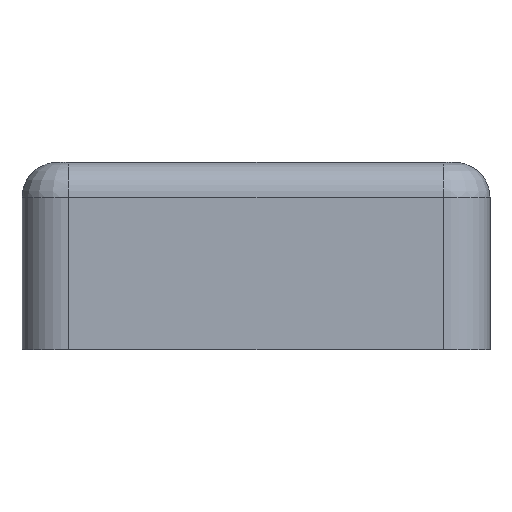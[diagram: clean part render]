
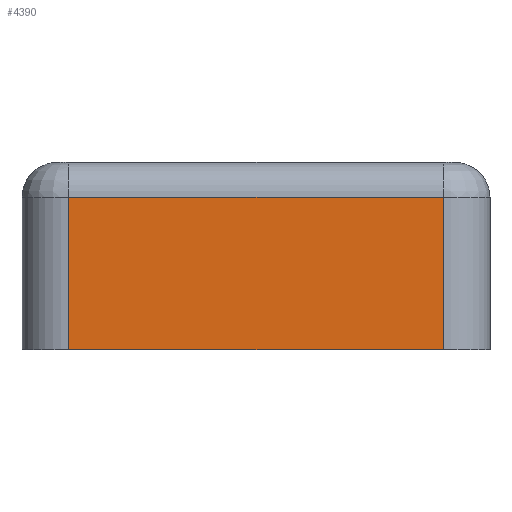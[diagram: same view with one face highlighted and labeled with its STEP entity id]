
A CAD part, left-side view. The second image highlights one B-rep face of the part: STEP entity #4390.
In plain terms, the highlighted planar face has unit normal (-1, 0, 0).
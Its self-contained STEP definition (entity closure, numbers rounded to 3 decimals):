
#265 = PLANE('',#266);
#266 = AXIS2_PLACEMENT_3D('',#267,#268,#269);
#267 = CARTESIAN_POINT('',(40.,-20.,0.));
#268 = DIRECTION('',(0.,0.,-1.));
#269 = DIRECTION('',(0.,-1.,0.));
#1273 = CYLINDRICAL_SURFACE('',#1274,3.);
#1274 = AXIS2_PLACEMENT_3D('',#1275,#1276,#1277);
#1275 = CARTESIAN_POINT('',(-37.,-20.,13.));
#1276 = DIRECTION('',(0.,1.,0.));
#1277 = DIRECTION('',(0.,0.,-1.));
#1434 = EDGE_CURVE('',#1435,#1437,#1439,.T.);
#1435 = VERTEX_POINT('',#1436);
#1436 = CARTESIAN_POINT('',(-40.,16.,0.));
#1437 = VERTEX_POINT('',#1438);
#1438 = CARTESIAN_POINT('',(-40.,-16.,0.));
#1439 = SURFACE_CURVE('',#1440,(#1444,#1451),.PCURVE_S1.);
#1440 = LINE('',#1441,#1442);
#1441 = CARTESIAN_POINT('',(-40.,-20.,0.));
#1442 = VECTOR('',#1443,1.);
#1443 = DIRECTION('',(-0.,-1.,-0.));
#1444 = PCURVE('',#265,#1445);
#1445 = DEFINITIONAL_REPRESENTATION('',(#1446),#1450);
#1446 = LINE('',#1447,#1448);
#1447 = CARTESIAN_POINT('',(0.,80.));
#1448 = VECTOR('',#1449,1.);
#1449 = DIRECTION('',(1.,0.));
#1450 = ( GEOMETRIC_REPRESENTATION_CONTEXT(2) 
PARAMETRIC_REPRESENTATION_CONTEXT() REPRESENTATION_CONTEXT('2D SPACE',''
  ) );
#1451 = PCURVE('',#1452,#1457);
#1452 = PLANE('',#1453);
#1453 = AXIS2_PLACEMENT_3D('',#1454,#1455,#1456);
#1454 = CARTESIAN_POINT('',(-40.,-20.,16.));
#1455 = DIRECTION('',(1.,0.,0.));
#1456 = DIRECTION('',(-0.,1.,0.));
#1457 = DEFINITIONAL_REPRESENTATION('',(#1458),#1462);
#1458 = LINE('',#1459,#1460);
#1459 = CARTESIAN_POINT('',(0.,-16.));
#1460 = VECTOR('',#1461,1.);
#1461 = DIRECTION('',(-1.,0.));
#1462 = ( GEOMETRIC_REPRESENTATION_CONTEXT(2) 
PARAMETRIC_REPRESENTATION_CONTEXT() REPRESENTATION_CONTEXT('2D SPACE',''
  ) );
#1481 = CYLINDRICAL_SURFACE('',#1482,4.);
#1482 = AXIS2_PLACEMENT_3D('',#1483,#1484,#1485);
#1483 = CARTESIAN_POINT('',(-36.,16.,16.));
#1484 = DIRECTION('',(0.,0.,1.));
#1485 = DIRECTION('',(-1.,0.,0.));
#1650 = CYLINDRICAL_SURFACE('',#1651,4.);
#1651 = AXIS2_PLACEMENT_3D('',#1652,#1653,#1654);
#1652 = CARTESIAN_POINT('',(-36.,-16.,16.));
#1653 = DIRECTION('',(0.,0.,1.));
#1654 = DIRECTION('',(-1.,0.,0.));
#4390 = ADVANCED_FACE('',(#4391),#1452,.F.);
#4391 = FACE_BOUND('',#4392,.T.);
#4392 = EDGE_LOOP('',(#4393,#4416,#4439,#4460));
#4393 = ORIENTED_EDGE('',*,*,#4394,.T.);
#4394 = EDGE_CURVE('',#1437,#4395,#4397,.T.);
#4395 = VERTEX_POINT('',#4396);
#4396 = CARTESIAN_POINT('',(-40.,-16.,13.));
#4397 = SURFACE_CURVE('',#4398,(#4402,#4409),.PCURVE_S1.);
#4398 = LINE('',#4399,#4400);
#4399 = CARTESIAN_POINT('',(-40.,-16.,16.));
#4400 = VECTOR('',#4401,1.);
#4401 = DIRECTION('',(-0.,-0.,1.));
#4402 = PCURVE('',#1452,#4403);
#4403 = DEFINITIONAL_REPRESENTATION('',(#4404),#4408);
#4404 = LINE('',#4405,#4406);
#4405 = CARTESIAN_POINT('',(4.,0.));
#4406 = VECTOR('',#4407,1.);
#4407 = DIRECTION('',(0.,1.));
#4408 = ( GEOMETRIC_REPRESENTATION_CONTEXT(2) 
PARAMETRIC_REPRESENTATION_CONTEXT() REPRESENTATION_CONTEXT('2D SPACE',''
  ) );
#4409 = PCURVE('',#1650,#4410);
#4410 = DEFINITIONAL_REPRESENTATION('',(#4411),#4415);
#4411 = LINE('',#4412,#4413);
#4412 = CARTESIAN_POINT('',(0.,0.));
#4413 = VECTOR('',#4414,1.);
#4414 = DIRECTION('',(0.,1.));
#4415 = ( GEOMETRIC_REPRESENTATION_CONTEXT(2) 
PARAMETRIC_REPRESENTATION_CONTEXT() REPRESENTATION_CONTEXT('2D SPACE',''
  ) );
#4416 = ORIENTED_EDGE('',*,*,#4417,.T.);
#4417 = EDGE_CURVE('',#4395,#4418,#4420,.T.);
#4418 = VERTEX_POINT('',#4419);
#4419 = CARTESIAN_POINT('',(-40.,16.,13.));
#4420 = SURFACE_CURVE('',#4421,(#4425,#4432),.PCURVE_S1.);
#4421 = LINE('',#4422,#4423);
#4422 = CARTESIAN_POINT('',(-40.,-20.,13.));
#4423 = VECTOR('',#4424,1.);
#4424 = DIRECTION('',(-0.,1.,-0.));
#4425 = PCURVE('',#1452,#4426);
#4426 = DEFINITIONAL_REPRESENTATION('',(#4427),#4431);
#4427 = LINE('',#4428,#4429);
#4428 = CARTESIAN_POINT('',(0.,-3.));
#4429 = VECTOR('',#4430,1.);
#4430 = DIRECTION('',(1.,-0.));
#4431 = ( GEOMETRIC_REPRESENTATION_CONTEXT(2) 
PARAMETRIC_REPRESENTATION_CONTEXT() REPRESENTATION_CONTEXT('2D SPACE',''
  ) );
#4432 = PCURVE('',#1273,#4433);
#4433 = DEFINITIONAL_REPRESENTATION('',(#4434),#4438);
#4434 = LINE('',#4435,#4436);
#4435 = CARTESIAN_POINT('',(1.571,0.));
#4436 = VECTOR('',#4437,1.);
#4437 = DIRECTION('',(0.,1.));
#4438 = ( GEOMETRIC_REPRESENTATION_CONTEXT(2) 
PARAMETRIC_REPRESENTATION_CONTEXT() REPRESENTATION_CONTEXT('2D SPACE',''
  ) );
#4439 = ORIENTED_EDGE('',*,*,#4440,.T.);
#4440 = EDGE_CURVE('',#4418,#1435,#4441,.T.);
#4441 = SURFACE_CURVE('',#4442,(#4446,#4453),.PCURVE_S1.);
#4442 = LINE('',#4443,#4444);
#4443 = CARTESIAN_POINT('',(-40.,16.,16.));
#4444 = VECTOR('',#4445,1.);
#4445 = DIRECTION('',(0.,0.,-1.));
#4446 = PCURVE('',#1452,#4447);
#4447 = DEFINITIONAL_REPRESENTATION('',(#4448),#4452);
#4448 = LINE('',#4449,#4450);
#4449 = CARTESIAN_POINT('',(36.,0.));
#4450 = VECTOR('',#4451,1.);
#4451 = DIRECTION('',(0.,-1.));
#4452 = ( GEOMETRIC_REPRESENTATION_CONTEXT(2) 
PARAMETRIC_REPRESENTATION_CONTEXT() REPRESENTATION_CONTEXT('2D SPACE',''
  ) );
#4453 = PCURVE('',#1481,#4454);
#4454 = DEFINITIONAL_REPRESENTATION('',(#4455),#4459);
#4455 = LINE('',#4456,#4457);
#4456 = CARTESIAN_POINT('',(6.283,0.));
#4457 = VECTOR('',#4458,1.);
#4458 = DIRECTION('',(0.,-1.));
#4459 = ( GEOMETRIC_REPRESENTATION_CONTEXT(2) 
PARAMETRIC_REPRESENTATION_CONTEXT() REPRESENTATION_CONTEXT('2D SPACE',''
  ) );
#4460 = ORIENTED_EDGE('',*,*,#1434,.T.);
